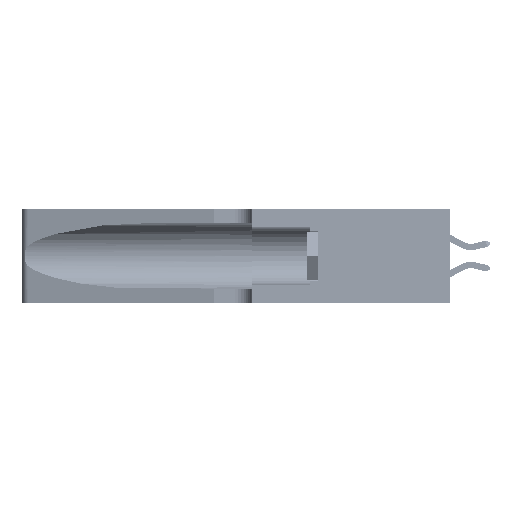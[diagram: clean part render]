
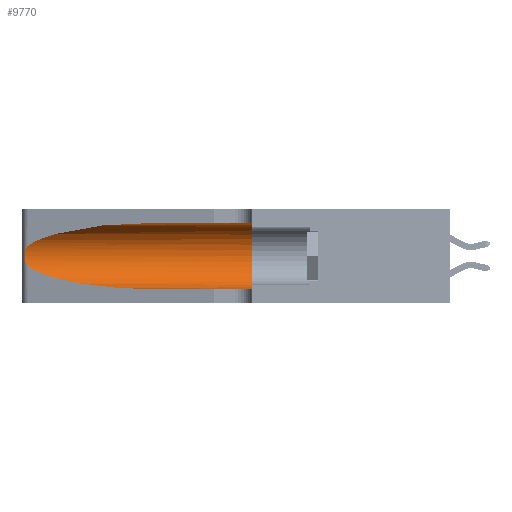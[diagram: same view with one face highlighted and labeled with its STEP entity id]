
A CAD part, left-side view. The second image highlights one B-rep face of the part: STEP entity #9770.
In plain terms, the highlighted cylindrical face has radius 3.308 mm (diameter 6.617 mm), a partial arc.
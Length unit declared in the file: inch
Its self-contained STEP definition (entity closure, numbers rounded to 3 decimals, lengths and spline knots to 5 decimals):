
#1241 = CARTESIAN_POINT ( 'NONE',  ( 0.1305, 1.61858, 0.185 ) ) ;
#1738 = VERTEX_POINT ( 'NONE', #32452 ) ;
#2497 = ORIENTED_EDGE ( 'NONE', *, *, #5715, .F. ) ;
#2663 = CARTESIAN_POINT ( 'NONE',  ( 0.25555, 1.22994, 0.2215 ) ) ;
#3279 = CARTESIAN_POINT ( 'NONE',  ( 0.25854, 1.2359, 0.20912 ) ) ;
#5284 = CARTESIAN_POINT ( 'NONE',  ( 0.25487, 1.22718, 0.14631 ) ) ;
#5715 = EDGE_CURVE ( 'NONE', #38674, #30708, #11458, .T. ) ;
#6951 = ORIENTED_EDGE ( 'NONE', *, *, #41329, .T. ) ;
#7280 = AXIS2_PLACEMENT_3D ( 'NONE', #1241, #7984, #7688 ) ;
#7417 = VERTEX_POINT ( 'NONE', #18356 ) ;
#7563 = VERTEX_POINT ( 'NONE', #5284 ) ;
#7688 = DIRECTION ( 'NONE',  ( 0., 0., -1. ) ) ;
#7984 = DIRECTION ( 'NONE',  ( 0., -1., 0. ) ) ;
#8420 = EDGE_CURVE ( 'NONE', #25716, #38674, #19932, .T. ) ;
#9198 = CARTESIAN_POINT ( 'NONE',  ( 0.25487, 1.22718, 0.14631 ) ) ;
#9770 = ADVANCED_FACE ( 'NONE', ( #19104 ), #38831, .F. ) ;
#9868 = CARTESIAN_POINT ( 'NONE',  ( 0.25487, 1.22718, 0.22369 ) ) ;
#10260 = CARTESIAN_POINT ( 'NONE',  ( 0.1305, 0.35, 0.05475 ) ) ;
#11458 = CIRCLE ( 'NONE', #15919, 0.13025 ) ;
#12542 = CARTESIAN_POINT ( 'NONE',  ( 0.2373, 1.15595, 0.08982 ) ) ;
#13492 = DIRECTION ( 'NONE',  ( 0., 0., 1. ) ) ;
#13656 = CARTESIAN_POINT ( 'NONE',  ( 0.25555, 1.22993, 0.14849 ) ) ;
#13895 = CARTESIAN_POINT ( 'NONE',  ( 0.1305, 1.61858, 0.31525 ) ) ;
#14040 = DIRECTION ( 'NONE',  ( 0., -1., 0. ) ) ;
#15919 = AXIS2_PLACEMENT_3D ( 'NONE', #19689, #44800, #13492 ) ;
#17112 = CARTESIAN_POINT ( 'NONE',  ( 0.26075, 1.23896, 0.178 ) ) ;
#17859 = DIRECTION ( 'NONE',  ( 0., -1., 0. ) ) ;
#18356 = CARTESIAN_POINT ( 'NONE',  ( 0.1305, 0.72297, 0.05475 ) ) ;
#19104 = FACE_OUTER_BOUND ( 'NONE', #28137, .T. ) ;
#19689 = CARTESIAN_POINT ( 'NONE',  ( 0.1305, 0.35, 0.185 ) ) ;
#19875 = CARTESIAN_POINT ( 'NONE',  ( 0.25487, 1.22718, 0.22369 ) ) ;
#19932 = LINE ( 'NONE', #13895, #24833 ) ;
#20151 = CARTESIAN_POINT ( 'NONE',  ( 0.25789, 1.23486, 0.15765 ) ) ;
#22520 = LINE ( 'NONE', #42035, #41718 ) ;
#22762 = CARTESIAN_POINT ( 'NONE',  ( 0.1305, 0.72297, 0.31525 ) ) ;
#23506 = CARTESIAN_POINT ( 'NONE',  ( 0.26017, 1.23833, 0.17102 ) ) ;
#24833 = VECTOR ( 'NONE', #14040, 39.37008 ) ;
#25716 = VERTEX_POINT ( 'NONE', #39980 ) ;
#26638 = CARTESIAN_POINT ( 'NONE',  ( 0.18966, 0.96281, 0.05475 ) ) ;
#27002 = CARTESIAN_POINT ( 'NONE',  ( 0.25639, 1.23184, 0.21858 ) ) ;
#27293 = CARTESIAN_POINT ( 'NONE',  ( 0.26075, 1.23896, 0.19203 ) ) ;
#27545 = ORIENTED_EDGE ( 'NONE', *, *, #8420, .F. ) ;
#28137 = EDGE_LOOP ( 'NONE', ( #33807, #6951, #34665, #37402, #2497, #27545 ) ) ;
#29282 = CARTESIAN_POINT ( 'NONE',  ( 0.1305, 0.35, 0.31525 ) ) ;
#29931 = CARTESIAN_POINT ( 'NONE',  ( 0.2373, 1.15595, 0.28018 ) ) ;
#30708 = VERTEX_POINT ( 'NONE', #10260 ) ;
#30968 = CARTESIAN_POINT ( 'NONE',  ( 0.25856, 1.23593, 0.16098 ) ) ;
#31119 = CARTESIAN_POINT ( 'NONE',  ( 0.26018, 1.23835, 0.19895 ) ) ;
#32452 = CARTESIAN_POINT ( 'NONE',  ( 0.25487, 1.22718, 0.22369 ) ) ;
#33807 = ORIENTED_EDGE ( 'NONE', *, *, #40014, .T. ) ;
#34665 = ORIENTED_EDGE ( 'NONE', *, *, #35802, .T. ) ;
#35802 = EDGE_CURVE ( 'NONE', #7563, #7417, #44254, .T. ) ;
#37186 = CARTESIAN_POINT ( 'NONE',  ( 0.18966, 0.96281, 0.31525 ) ) ;
#37304 = EDGE_CURVE ( 'NONE', #7417, #30708, #22520, .T. ) ;
#37402 = ORIENTED_EDGE ( 'NONE', *, *, #37304, .T. ) ;
#37761 = CARTESIAN_POINT ( 'NONE',  ( 0.25487, 1.22718, 0.14631 ) ) ;
#37910 = CARTESIAN_POINT ( 'NONE',  ( 0.25787, 1.23484, 0.2124 ) ) ;
#38674 = VERTEX_POINT ( 'NONE', #29282 ) ;
#38831 = CYLINDRICAL_SURFACE ( 'NONE', #7280, 0.13025 ) ;
#39980 = CARTESIAN_POINT ( 'NONE',  ( 0.1305, 0.72297, 0.31525 ) ) ;
#40014 = EDGE_CURVE ( 'NONE', #25716, #1738, #42845, .T. ) ;
#40884 = B_SPLINE_CURVE_WITH_KNOTS ( 'NONE', 3,
 ( #9868, #2663, #27002, #37910, #3279, #31119, #27293, #17112, #23506, #30968, #20151, #41450, #13656, #37761 ),
 .UNSPECIFIED., .F., .F.,
 ( 4, 2, 2, 2, 2, 2, 4 ),
 ( 0., 0.00027, 0.00053, 0.00107, 0.0016, 0.00187, 0.00214 ),
 .UNSPECIFIED. ) ;
#41329 = EDGE_CURVE ( 'NONE', #1738, #7563, #40884, .T. ) ;
#41450 = CARTESIAN_POINT ( 'NONE',  ( 0.25639, 1.23186, 0.15144 ) ) ;
#41718 = VECTOR ( 'NONE', #17859, 39.37008 ) ;
#42035 = CARTESIAN_POINT ( 'NONE',  ( 0.1305, 1.61858, 0.05475 ) ) ;
#42845 =( BOUNDED_CURVE ( )  B_SPLINE_CURVE ( 3, ( #22762, #37186, #29931, #19875 ),
 .UNSPECIFIED., .F., .F. ) 
 B_SPLINE_CURVE_WITH_KNOTS ( ( 4, 4 ),
 ( 1.5708, 2.84003 ),
 .UNSPECIFIED. ) 
 CURVE ( )  GEOMETRIC_REPRESENTATION_ITEM ( )  RATIONAL_B_SPLINE_CURVE ( ( 1., 0.87, 0.87, 1. ) ) 
 REPRESENTATION_ITEM ( '' )  );
#44146 = CARTESIAN_POINT ( 'NONE',  ( 0.1305, 0.72297, 0.05475 ) ) ;
#44254 =( BOUNDED_CURVE ( )  B_SPLINE_CURVE ( 3, ( #9198, #12542, #26638, #44146 ),
 .UNSPECIFIED., .F., .T. ) 
 B_SPLINE_CURVE_WITH_KNOTS ( ( 4, 4 ),
 ( 3.44316, 4.71239 ),
 .UNSPECIFIED. ) 
 CURVE ( )  GEOMETRIC_REPRESENTATION_ITEM ( )  RATIONAL_B_SPLINE_CURVE ( ( 1., 0.87, 0.87, 1. ) ) 
 REPRESENTATION_ITEM ( '' )  );
#44800 = DIRECTION ( 'NONE',  ( 0., 1., 0. ) ) ;
